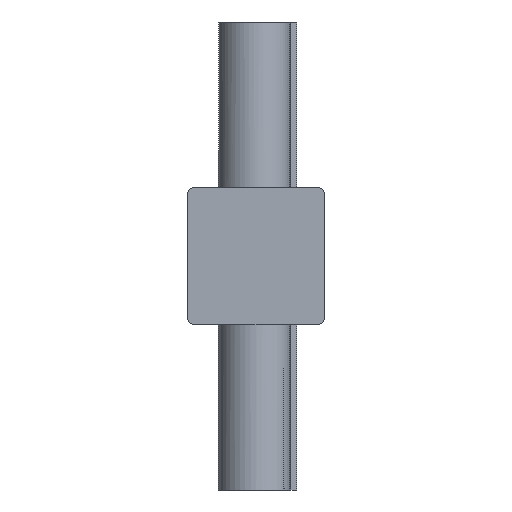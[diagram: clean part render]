
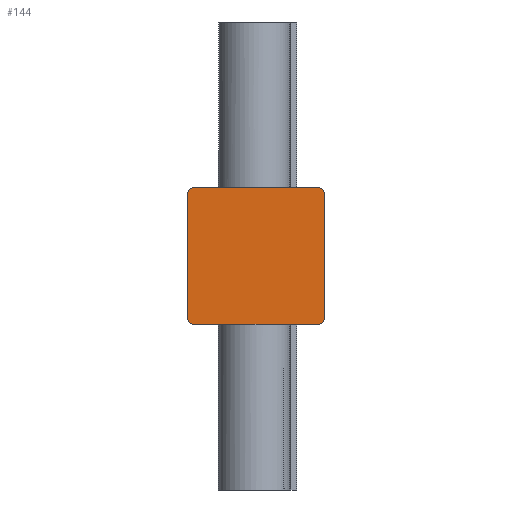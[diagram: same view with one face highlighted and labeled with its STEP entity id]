
A CAD part, front view. The second image highlights one B-rep face of the part: STEP entity #144.
In plain terms, the highlighted planar face has unit normal (0, -1, 0).
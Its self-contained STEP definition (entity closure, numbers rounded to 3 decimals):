
#107=FACE_OUTER_BOUND('',#265,.T.);
#144=ADVANCED_FACE('',(#107),#161,.T.);
#161=PLANE('',#507);
#178=LINE('',#708,#209);
#179=LINE('',#713,#210);
#180=LINE('',#717,#211);
#181=LINE('',#721,#212);
#209=VECTOR('',#551,1.);
#210=VECTOR('',#554,1.);
#211=VECTOR('',#557,1.);
#212=VECTOR('',#560,1.);
#265=EDGE_LOOP('',(#298,#299,#300,#301,#302,#303,#304,#305));
#298=ORIENTED_EDGE('',*,*,#436,.T.);
#299=ORIENTED_EDGE('',*,*,#437,.T.);
#300=ORIENTED_EDGE('',*,*,#438,.T.);
#301=ORIENTED_EDGE('',*,*,#439,.T.);
#302=ORIENTED_EDGE('',*,*,#440,.T.);
#303=ORIENTED_EDGE('',*,*,#441,.T.);
#304=ORIENTED_EDGE('',*,*,#442,.T.);
#305=ORIENTED_EDGE('',*,*,#443,.T.);
#375=VERTEX_POINT('',#709);
#376=VERTEX_POINT('',#710);
#377=VERTEX_POINT('',#712);
#378=VERTEX_POINT('',#714);
#379=VERTEX_POINT('',#716);
#380=VERTEX_POINT('',#718);
#381=VERTEX_POINT('',#720);
#382=VERTEX_POINT('',#722);
#436=EDGE_CURVE('',#375,#376,#178,.T.);
#437=EDGE_CURVE('',#376,#377,#485,.T.);
#438=EDGE_CURVE('',#377,#378,#179,.T.);
#439=EDGE_CURVE('',#378,#379,#486,.T.);
#440=EDGE_CURVE('',#379,#380,#180,.T.);
#441=EDGE_CURVE('',#380,#381,#487,.T.);
#442=EDGE_CURVE('',#381,#382,#181,.T.);
#443=EDGE_CURVE('',#382,#375,#488,.T.);
#485=CIRCLE('',#503,0.3);
#486=CIRCLE('',#504,0.3);
#487=CIRCLE('',#505,0.3);
#488=CIRCLE('',#506,0.3);
#503=AXIS2_PLACEMENT_3D('',#711,#552,#553);
#504=AXIS2_PLACEMENT_3D('',#715,#555,#556);
#505=AXIS2_PLACEMENT_3D('',#719,#558,#559);
#506=AXIS2_PLACEMENT_3D('',#723,#561,#562);
#507=AXIS2_PLACEMENT_3D('',#724,#563,#564);
#551=DIRECTION('',(0.,0.,-1.));
#552=DIRECTION('',(0.,-1.,0.));
#553=DIRECTION('',(0.,0.,-1.));
#554=DIRECTION('',(1.,0.,0.));
#555=DIRECTION('',(0.,-1.,0.));
#556=DIRECTION('',(0.,0.,-1.));
#557=DIRECTION('',(0.,0.,1.));
#558=DIRECTION('',(0.,-1.,0.));
#559=DIRECTION('',(0.,0.,-1.));
#560=DIRECTION('',(-1.,0.,0.));
#561=DIRECTION('',(0.,-1.,0.));
#562=DIRECTION('',(0.,0.,-1.));
#563=DIRECTION('',(0.,-1.,0.));
#564=DIRECTION('',(0.,0.,-1.));
#708=CARTESIAN_POINT('',(0.,0.,7.));
#709=CARTESIAN_POINT('',(0.,0.,6.7));
#710=CARTESIAN_POINT('',(0.,0.,0.3));
#711=CARTESIAN_POINT('',(0.3,0.,0.3));
#712=CARTESIAN_POINT('',(0.3,0.,0.));
#713=CARTESIAN_POINT('',(0.,0.,0.));
#714=CARTESIAN_POINT('',(6.7,0.,0.));
#715=CARTESIAN_POINT('',(6.7,0.,0.3));
#716=CARTESIAN_POINT('',(7.,0.,0.3));
#717=CARTESIAN_POINT('',(7.,0.,0.));
#718=CARTESIAN_POINT('',(7.,0.,6.7));
#719=CARTESIAN_POINT('',(6.7,0.,6.7));
#720=CARTESIAN_POINT('',(6.7,0.,7.));
#721=CARTESIAN_POINT('',(7.,0.,7.));
#722=CARTESIAN_POINT('',(0.3,0.,7.));
#723=CARTESIAN_POINT('',(0.3,0.,6.7));
#724=CARTESIAN_POINT('',(0.,0.,0.));
